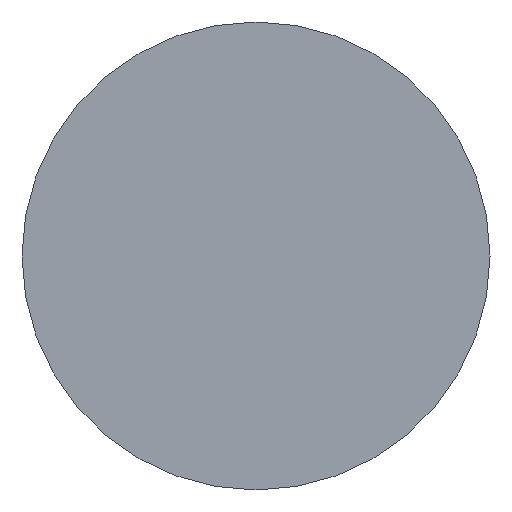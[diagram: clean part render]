
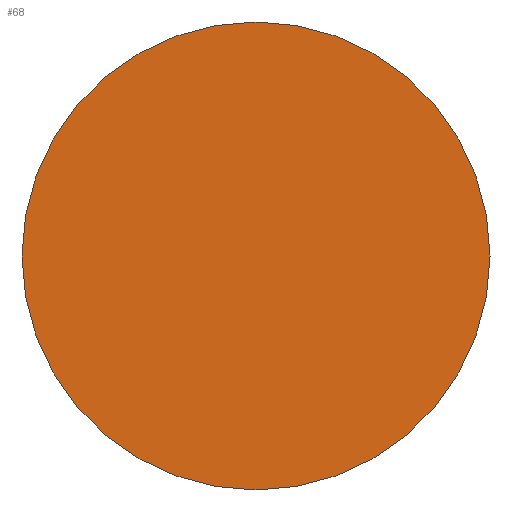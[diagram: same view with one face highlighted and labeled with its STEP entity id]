
A CAD part, front view. The second image highlights one B-rep face of the part: STEP entity #68.
In plain terms, the highlighted planar face has unit normal (0, -1, 0).
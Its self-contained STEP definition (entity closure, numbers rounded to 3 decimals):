
#7 = DIRECTION ( 'NONE',  ( 0., -1., 0. ) ) ;
#10 = CIRCLE ( 'NONE', #173, 3. ) ;
#44 = DIRECTION ( 'NONE',  ( 0., -1., 0. ) ) ;
#47 = VERTEX_POINT ( 'NONE', #84 ) ;
#51 = DIRECTION ( 'NONE',  ( 0., 0., -1. ) ) ;
#63 = ORIENTED_EDGE ( 'NONE', *, *, #65, .T. ) ;
#65 = EDGE_CURVE ( 'NONE', #47, #211, #10, .T. ) ;
#68 = ADVANCED_FACE ( 'NONE', ( #272 ), #125, .T. ) ;
#74 = AXIS2_PLACEMENT_3D ( 'NONE', #264, #7, #51 ) ;
#84 = CARTESIAN_POINT ( 'NONE',  ( -33.866, -1.2, -7.244 ) ) ;
#87 = DIRECTION ( 'NONE',  ( 0., 0., -1. ) ) ;
#92 = CARTESIAN_POINT ( 'NONE',  ( -33.866, -1.2, -4.244 ) ) ;
#112 = CARTESIAN_POINT ( 'NONE',  ( -33.866, -1.2, -4.244 ) ) ;
#125 = PLANE ( 'NONE',  #270 ) ;
#154 = EDGE_CURVE ( 'NONE', #211, #47, #219, .T. ) ;
#173 = AXIS2_PLACEMENT_3D ( 'NONE', #112, #44, #202 ) ;
#202 = DIRECTION ( 'NONE',  ( 0., 0., -1. ) ) ;
#211 = VERTEX_POINT ( 'NONE', #261 ) ;
#219 = CIRCLE ( 'NONE', #74, 3. ) ;
#242 = ORIENTED_EDGE ( 'NONE', *, *, #154, .T. ) ;
#243 = DIRECTION ( 'NONE',  ( 0., -1., 0. ) ) ;
#250 = EDGE_LOOP ( 'NONE', ( #242, #63 ) ) ;
#261 = CARTESIAN_POINT ( 'NONE',  ( -33.866, -1.2, -1.244 ) ) ;
#264 = CARTESIAN_POINT ( 'NONE',  ( -33.866, -1.2, -4.244 ) ) ;
#270 = AXIS2_PLACEMENT_3D ( 'NONE', #92, #243, #87 ) ;
#272 = FACE_OUTER_BOUND ( 'NONE', #250, .T. ) ;
